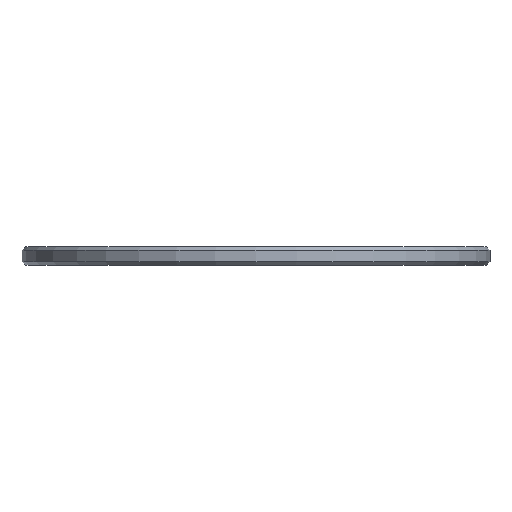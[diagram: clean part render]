
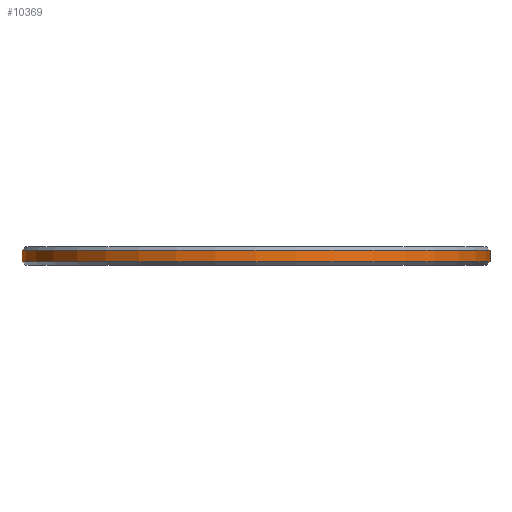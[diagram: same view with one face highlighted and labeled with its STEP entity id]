
A CAD part, front view. The second image highlights one B-rep face of the part: STEP entity #10369.
In plain terms, the highlighted cylindrical face has radius 12.5 mm (diameter 25 mm), a partial arc.
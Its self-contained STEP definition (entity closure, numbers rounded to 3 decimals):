
#449 = CARTESIAN_POINT ( 'NONE',  ( 0., 0., 0.2 ) ) ;
#1140 = EDGE_CURVE ( 'NONE', #12222, #10882, #5911, .T. ) ;
#1288 = CARTESIAN_POINT ( 'NONE',  ( 0., 0., 0.8 ) ) ;
#1925 = CARTESIAN_POINT ( 'NONE',  ( -12.5, 0., 0.8 ) ) ;
#1974 = AXIS2_PLACEMENT_3D ( 'NONE', #1288, #5439, #2377 ) ;
#1999 = FACE_OUTER_BOUND ( 'NONE', #4066, .T. ) ;
#2377 = DIRECTION ( 'NONE',  ( 1., 0., 0. ) ) ;
#3100 = DIRECTION ( 'NONE',  ( -1., 0., 0. ) ) ;
#4066 = EDGE_LOOP ( 'NONE', ( #7005, #10737, #10112, #9188 ) ) ;
#4464 = DIRECTION ( 'NONE',  ( 0., 0., -1. ) ) ;
#4652 = CARTESIAN_POINT ( 'NONE',  ( 12.5, 0., 0.2 ) ) ;
#4656 = CARTESIAN_POINT ( 'NONE',  ( 12.5, 0., 0.8 ) ) ;
#4666 = VECTOR ( 'NONE', #4464, 1000. ) ;
#4933 = LINE ( 'NONE', #9260, #10976 ) ;
#5439 = DIRECTION ( 'NONE',  ( 0., 0., -1. ) ) ;
#5623 = CARTESIAN_POINT ( 'NONE',  ( 12.5, 0., 1. ) ) ;
#5817 = DIRECTION ( 'NONE',  ( 0., 0., -1. ) ) ;
#5911 = CIRCLE ( 'NONE', #10652, 12.5 ) ;
#6157 = CYLINDRICAL_SURFACE ( 'NONE', #6650, 12.5 ) ;
#6514 = VERTEX_POINT ( 'NONE', #1925 ) ;
#6650 = AXIS2_PLACEMENT_3D ( 'NONE', #12525, #9273, #3100 ) ;
#7005 = ORIENTED_EDGE ( 'NONE', *, *, #11640, .F. ) ;
#9188 = ORIENTED_EDGE ( 'NONE', *, *, #1140, .T. ) ;
#9260 = CARTESIAN_POINT ( 'NONE',  ( -12.5, 0., 1. ) ) ;
#9273 = DIRECTION ( 'NONE',  ( 0., 0., -1. ) ) ;
#9281 = EDGE_CURVE ( 'NONE', #12021, #6514, #11959, .T. ) ;
#10112 = ORIENTED_EDGE ( 'NONE', *, *, #12107, .T. ) ;
#10369 = ADVANCED_FACE ( 'NONE', ( #1999 ), #6157, .T. ) ;
#10652 = AXIS2_PLACEMENT_3D ( 'NONE', #449, #10847, #12004 ) ;
#10737 = ORIENTED_EDGE ( 'NONE', *, *, #9281, .T. ) ;
#10847 = DIRECTION ( 'NONE',  ( 0., 0., 1. ) ) ;
#10872 = CARTESIAN_POINT ( 'NONE',  ( -12.5, 0., 0.2 ) ) ;
#10882 = VERTEX_POINT ( 'NONE', #4652 ) ;
#10976 = VECTOR ( 'NONE', #5817, 1000. ) ;
#11640 = EDGE_CURVE ( 'NONE', #12021, #10882, #12746, .T. ) ;
#11959 = CIRCLE ( 'NONE', #1974, 12.5 ) ;
#12004 = DIRECTION ( 'NONE',  ( 1., 0., 0. ) ) ;
#12021 = VERTEX_POINT ( 'NONE', #4656 ) ;
#12107 = EDGE_CURVE ( 'NONE', #6514, #12222, #4933, .T. ) ;
#12222 = VERTEX_POINT ( 'NONE', #10872 ) ;
#12525 = CARTESIAN_POINT ( 'NONE',  ( 0., 0., 1. ) ) ;
#12746 = LINE ( 'NONE', #5623, #4666 ) ;
